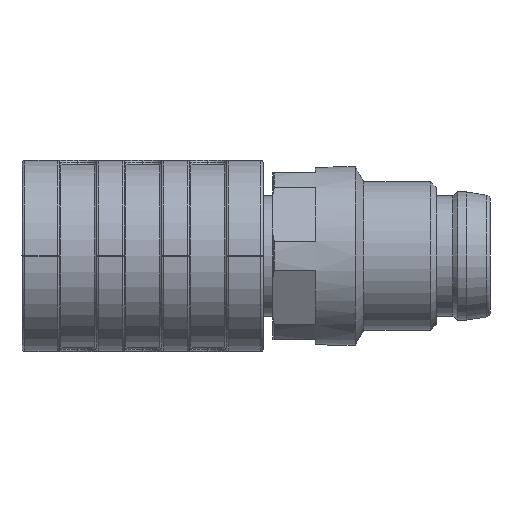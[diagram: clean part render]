
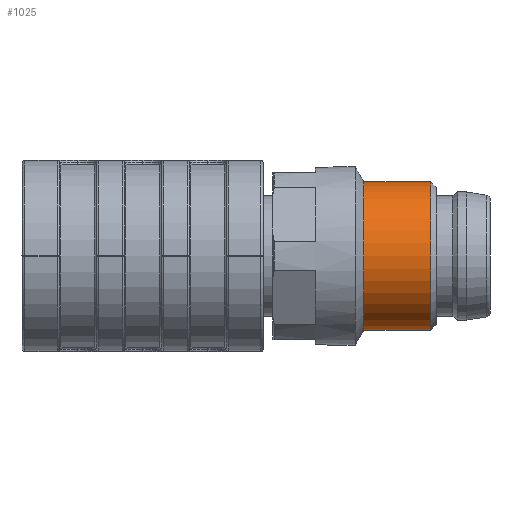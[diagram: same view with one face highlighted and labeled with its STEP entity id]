
A CAD part, front view. The second image highlights one B-rep face of the part: STEP entity #1025.
In plain terms, the highlighted cylindrical face has radius 4 mm (diameter 8 mm), a full revolution.
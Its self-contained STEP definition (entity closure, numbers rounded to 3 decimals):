
#450=CYLINDRICAL_SURFACE('',#3832,4.);
#1025=ADVANCED_FACE('',(#1163,#1164),#450,.T.);
#1163=FACE_BOUND('',#1398,.T.);
#1164=FACE_BOUND('',#1399,.T.);
#1398=EDGE_LOOP('',(#2259));
#1399=EDGE_LOOP('',(#2260));
#2259=ORIENTED_EDGE('',*,*,#3074,.F.);
#2260=ORIENTED_EDGE('',*,*,#3075,.T.);
#2623=VERTEX_POINT('',#6090);
#2624=VERTEX_POINT('',#6092);
#3074=EDGE_CURVE('',#2623,#2623,#3372,.T.);
#3075=EDGE_CURVE('',#2624,#2624,#3373,.T.);
#3372=CIRCLE('',#3830,4.);
#3373=CIRCLE('',#3831,4.);
#3830=AXIS2_PLACEMENT_3D('',#6089,#4912,#4913);
#3831=AXIS2_PLACEMENT_3D('',#6091,#4914,#4915);
#3832=AXIS2_PLACEMENT_3D('',#6093,#4916,#4917);
#4912=DIRECTION('',(-1.,0.,0.));
#4913=DIRECTION('',(0.,-0.866,-0.5));
#4914=DIRECTION('',(-1.,0.,0.));
#4915=DIRECTION('',(0.,-0.866,-0.5));
#4916=DIRECTION('',(-1.,0.,0.));
#4917=DIRECTION('',(0.,-0.866,-0.5));
#6089=CARTESIAN_POINT('',(56.203,-9.002,0.));
#6090=CARTESIAN_POINT('',(56.203,-12.466,-2.));
#6091=CARTESIAN_POINT('',(59.803,-9.002,0.));
#6092=CARTESIAN_POINT('',(59.803,-12.466,-2.));
#6093=CARTESIAN_POINT('',(50.003,-9.002,0.));
